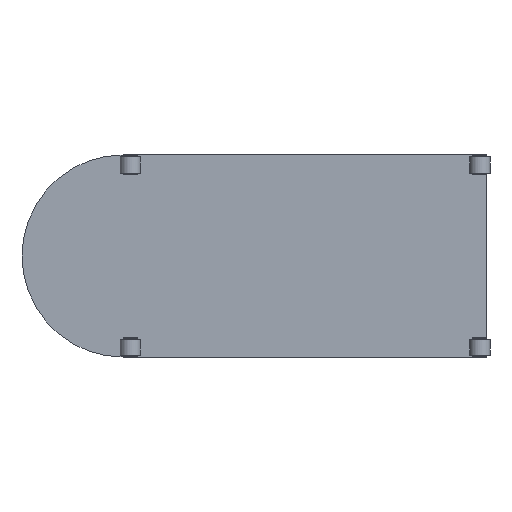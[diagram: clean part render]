
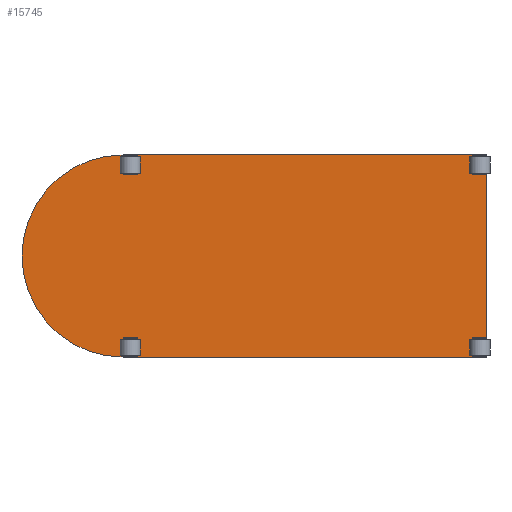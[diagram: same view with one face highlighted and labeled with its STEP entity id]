
A CAD part, front view. The second image highlights one B-rep face of the part: STEP entity #15745.
In plain terms, the highlighted planar face has unit normal (0, -1, 0).
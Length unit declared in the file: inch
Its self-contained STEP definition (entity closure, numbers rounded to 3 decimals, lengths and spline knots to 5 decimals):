
#191 = VERTEX_POINT ( 'NONE', #10734 ) ;
#193 = CARTESIAN_POINT ( 'NONE',  ( -16.6, 0., 10. ) ) ;
#479 = VERTEX_POINT ( 'NONE', #19758 ) ;
#490 = CARTESIAN_POINT ( 'NONE',  ( -18., 0., -10. ) ) ;
#526 = LINE ( 'NONE', #19373, #1335 ) ;
#815 = DIRECTION ( 'NONE',  ( 0., 0., -1. ) ) ;
#1141 = DIRECTION ( 'NONE',  ( 0., 0., -1. ) ) ;
#1327 = EDGE_CURVE ( 'NONE', #15967, #7499, #13629, .T. ) ;
#1335 = VECTOR ( 'NONE', #17835, 39.37008 ) ;
#1589 = VERTEX_POINT ( 'NONE', #490 ) ;
#1628 = EDGE_CURVE ( 'NONE', #4706, #1589, #13184, .T. ) ;
#2084 = DIRECTION ( 'NONE',  ( 1., 0., 0. ) ) ;
#2163 = CARTESIAN_POINT ( 'NONE',  ( 18., 0., 8.1 ) ) ;
#2169 = LINE ( 'NONE', #3823, #10815 ) ;
#2388 = DIRECTION ( 'NONE',  ( 0., 0., 1. ) ) ;
#2568 = CARTESIAN_POINT ( 'NONE',  ( -18., 0., -8.1 ) ) ;
#3196 = VECTOR ( 'NONE', #19847, 39.37008 ) ;
#3369 = ORIENTED_EDGE ( 'NONE', *, *, #17019, .F. ) ;
#3541 = CARTESIAN_POINT ( 'NONE',  ( 16.6, 0., 10. ) ) ;
#3557 = ORIENTED_EDGE ( 'NONE', *, *, #12113, .F. ) ;
#3575 = VERTEX_POINT ( 'NONE', #8035 ) ;
#3823 = CARTESIAN_POINT ( 'NONE',  ( -18., 0., -10. ) ) ;
#4095 = DIRECTION ( 'NONE',  ( 0., 1., 0. ) ) ;
#4217 = EDGE_CURVE ( 'NONE', #1589, #15967, #14180, .T. ) ;
#4294 = VERTEX_POINT ( 'NONE', #13276 ) ;
#4706 = VERTEX_POINT ( 'NONE', #19714 ) ;
#4857 = EDGE_CURVE ( 'NONE', #10555, #7151, #20020, .T. ) ;
#5394 = DIRECTION ( 'NONE',  ( 0., 0., -1. ) ) ;
#5796 = DIRECTION ( 'NONE',  ( 0., 1., 0. ) ) ;
#5921 = CARTESIAN_POINT ( 'NONE',  ( 18., 0., -10. ) ) ;
#6096 = EDGE_CURVE ( 'NONE', #3575, #191, #15846, .T. ) ;
#6484 = DIRECTION ( 'NONE',  ( 0., 0., 1. ) ) ;
#6514 = CARTESIAN_POINT ( 'NONE',  ( 16.6, 0., -10. ) ) ;
#7088 = CARTESIAN_POINT ( 'NONE',  ( -16.6, 0., -10. ) ) ;
#7090 = EDGE_CURVE ( 'NONE', #17394, #14421, #526, .T. ) ;
#7151 = VERTEX_POINT ( 'NONE', #13425 ) ;
#7393 = LINE ( 'NONE', #13680, #8721 ) ;
#7427 = CARTESIAN_POINT ( 'NONE',  ( -18., 0., 10. ) ) ;
#7499 = VERTEX_POINT ( 'NONE', #19763 ) ;
#7952 = VECTOR ( 'NONE', #2084, 39.37008 ) ;
#8035 = CARTESIAN_POINT ( 'NONE',  ( -16.6, 0., 8.1 ) ) ;
#8647 = ORIENTED_EDGE ( 'NONE', *, *, #7090, .F. ) ;
#8721 = VECTOR ( 'NONE', #19943, 39.37008 ) ;
#8763 = VERTEX_POINT ( 'NONE', #10474 ) ;
#8950 = CARTESIAN_POINT ( 'NONE',  ( -18., 0., 0. ) ) ;
#9440 = ORIENTED_EDGE ( 'NONE', *, *, #10172, .F. ) ;
#9637 = VECTOR ( 'NONE', #18436, 39.37008 ) ;
#9928 = CARTESIAN_POINT ( 'NONE',  ( 16.6, 0., -8.1 ) ) ;
#10043 = CARTESIAN_POINT ( 'NONE',  ( 16.6, 0., 10. ) ) ;
#10099 = ORIENTED_EDGE ( 'NONE', *, *, #19775, .F. ) ;
#10172 = EDGE_CURVE ( 'NONE', #13935, #4294, #16206, .T. ) ;
#10205 = EDGE_CURVE ( 'NONE', #7499, #3575, #16308, .T. ) ;
#10373 = LINE ( 'NONE', #19304, #10484 ) ;
#10422 = LINE ( 'NONE', #2568, #18645 ) ;
#10474 = CARTESIAN_POINT ( 'NONE',  ( -16.6, 0., -10. ) ) ;
#10484 = VECTOR ( 'NONE', #14989, 39.37008 ) ;
#10508 = VECTOR ( 'NONE', #1141, 39.37008 ) ;
#10554 = VECTOR ( 'NONE', #815, 39.37008 ) ;
#10555 = VERTEX_POINT ( 'NONE', #2163 ) ;
#10624 = EDGE_LOOP ( 'NONE', ( #17093, #19649, #13871, #16771, #15091, #10099, #8647, #3369, #19574, #16698, #9440, #3557, #16185, #13887 ) ) ;
#10734 = CARTESIAN_POINT ( 'NONE',  ( -16.6, 0., 10. ) ) ;
#10815 = VECTOR ( 'NONE', #18340, 39.37008 ) ;
#12113 = EDGE_CURVE ( 'NONE', #191, #13935, #18542, .T. ) ;
#12179 = PLANE ( 'NONE',  #15676 ) ;
#12244 = VECTOR ( 'NONE', #16944, 39.37008 ) ;
#12662 = VECTOR ( 'NONE', #6484, 39.37008 ) ;
#13184 = LINE ( 'NONE', #14818, #10554 ) ;
#13276 = CARTESIAN_POINT ( 'NONE',  ( 16.6, 0., 8.1 ) ) ;
#13425 = CARTESIAN_POINT ( 'NONE',  ( 18., 0., -8.1 ) ) ;
#13629 = LINE ( 'NONE', #14962, #10508 ) ;
#13636 = FACE_OUTER_BOUND ( 'NONE', #10624, .T. ) ;
#13659 = EDGE_CURVE ( 'NONE', #4294, #10555, #7393, .T. ) ;
#13680 = CARTESIAN_POINT ( 'NONE',  ( 18., 0., 8.1 ) ) ;
#13856 = AXIS2_PLACEMENT_3D ( 'NONE', #8950, #4095, #18210 ) ;
#13871 = ORIENTED_EDGE ( 'NONE', *, *, #1628, .F. ) ;
#13887 = ORIENTED_EDGE ( 'NONE', *, *, #10205, .F. ) ;
#13935 = VERTEX_POINT ( 'NONE', #3541 ) ;
#14180 = CIRCLE ( 'NONE', #13856, 10. ) ;
#14421 = VERTEX_POINT ( 'NONE', #6514 ) ;
#14818 = CARTESIAN_POINT ( 'NONE',  ( -18., 0., -10. ) ) ;
#14962 = CARTESIAN_POINT ( 'NONE',  ( -18., 0., 10. ) ) ;
#14989 = DIRECTION ( 'NONE',  ( -1., 0., 0. ) ) ;
#15091 = ORIENTED_EDGE ( 'NONE', *, *, #16609, .F. ) ;
#15110 = LINE ( 'NONE', #7088, #3196 ) ;
#15142 = DIRECTION ( 'NONE',  ( -1., 0., 0. ) ) ;
#15676 = AXIS2_PLACEMENT_3D ( 'NONE', #16818, #5796, #2388 ) ;
#15745 = ADVANCED_FACE ( 'NONE', ( #13636 ), #12179, .F. ) ;
#15846 = LINE ( 'NONE', #193, #12662 ) ;
#15967 = VERTEX_POINT ( 'NONE', #17213 ) ;
#16185 = ORIENTED_EDGE ( 'NONE', *, *, #6096, .F. ) ;
#16206 = LINE ( 'NONE', #10043, #18146 ) ;
#16220 = EDGE_CURVE ( 'NONE', #479, #4706, #10422, .T. ) ;
#16308 = LINE ( 'NONE', #19805, #7952 ) ;
#16609 = EDGE_CURVE ( 'NONE', #8763, #479, #15110, .T. ) ;
#16698 = ORIENTED_EDGE ( 'NONE', *, *, #13659, .F. ) ;
#16771 = ORIENTED_EDGE ( 'NONE', *, *, #16220, .F. ) ;
#16818 = CARTESIAN_POINT ( 'NONE',  ( -18., 0., 0. ) ) ;
#16944 = DIRECTION ( 'NONE',  ( 0., 0., -1. ) ) ;
#17019 = EDGE_CURVE ( 'NONE', #7151, #17394, #10373, .T. ) ;
#17093 = ORIENTED_EDGE ( 'NONE', *, *, #1327, .F. ) ;
#17213 = CARTESIAN_POINT ( 'NONE',  ( -18., 0., 10. ) ) ;
#17394 = VERTEX_POINT ( 'NONE', #9928 ) ;
#17835 = DIRECTION ( 'NONE',  ( 0., 0., -1. ) ) ;
#18146 = VECTOR ( 'NONE', #5394, 39.37008 ) ;
#18210 = DIRECTION ( 'NONE',  ( 0., 0., 1. ) ) ;
#18340 = DIRECTION ( 'NONE',  ( -1., 0., 0. ) ) ;
#18436 = DIRECTION ( 'NONE',  ( 1., 0., 0. ) ) ;
#18542 = LINE ( 'NONE', #7427, #9637 ) ;
#18645 = VECTOR ( 'NONE', #15142, 39.37008 ) ;
#19304 = CARTESIAN_POINT ( 'NONE',  ( 18., 0., -8.1 ) ) ;
#19373 = CARTESIAN_POINT ( 'NONE',  ( 16.6, 0., -10. ) ) ;
#19574 = ORIENTED_EDGE ( 'NONE', *, *, #4857, .F. ) ;
#19649 = ORIENTED_EDGE ( 'NONE', *, *, #4217, .F. ) ;
#19714 = CARTESIAN_POINT ( 'NONE',  ( -18., 0., -8.1 ) ) ;
#19758 = CARTESIAN_POINT ( 'NONE',  ( -16.6, 0., -8.1 ) ) ;
#19763 = CARTESIAN_POINT ( 'NONE',  ( -18., 0., 8.1 ) ) ;
#19775 = EDGE_CURVE ( 'NONE', #14421, #8763, #2169, .T. ) ;
#19805 = CARTESIAN_POINT ( 'NONE',  ( -18., 0., 8.1 ) ) ;
#19847 = DIRECTION ( 'NONE',  ( 0., 0., 1. ) ) ;
#19943 = DIRECTION ( 'NONE',  ( 1., 0., 0. ) ) ;
#20020 = LINE ( 'NONE', #5921, #12244 ) ;
